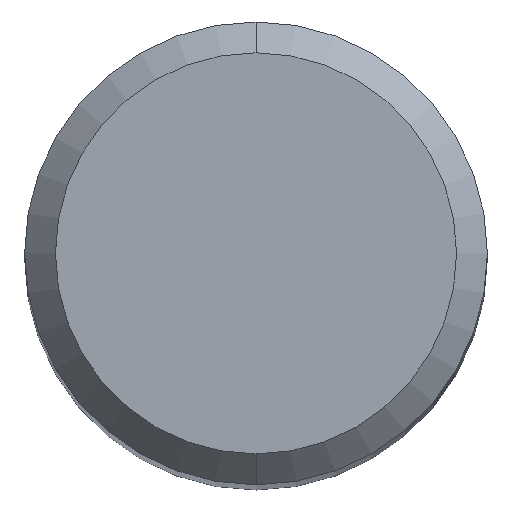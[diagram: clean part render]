
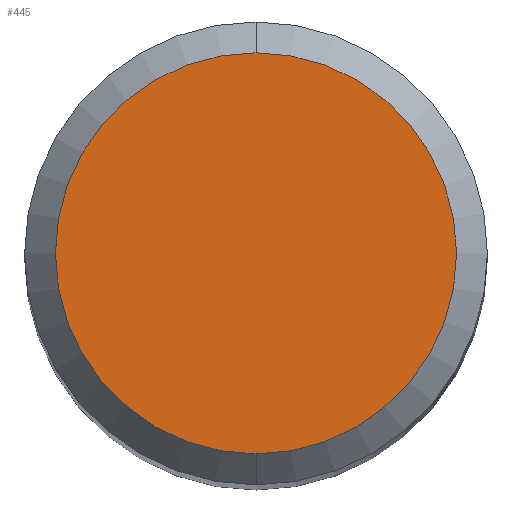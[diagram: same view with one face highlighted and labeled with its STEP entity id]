
A CAD part, top view. The second image highlights one B-rep face of the part: STEP entity #445.
In plain terms, the highlighted planar face has unit normal (0, 0, 1).
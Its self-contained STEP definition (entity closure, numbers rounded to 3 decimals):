
#407=EDGE_CURVE('',#421,#559,#1144,.T.);
#421=VERTEX_POINT('',#1159);
#445=ADVANCED_FACE('',(#1185),#1186,.T.);
#559=VERTEX_POINT('',#1304);
#737=EDGE_CURVE('',#559,#421,#1505,.T.);
#1144=CIRCLE('',#2034,2.6);
#1159=CARTESIAN_POINT('',(0.,-2.6,0.0));
#1185=FACE_OUTER_BOUND('',#2317,.T.);
#1186=PLANE('',#2318);
#1304=CARTESIAN_POINT('',(0.0,2.6,0.0));
#1505=CIRCLE('',#4293,2.6);
#2034=AXIS2_PLACEMENT_3D('',#6158,#6159,#6160);
#2317=EDGE_LOOP('',(#6211,#6212));
#2318=AXIS2_PLACEMENT_3D('',#6213,#6214,#6215);
#4293=AXIS2_PLACEMENT_3D('',#6536,#6537,#6538);
#6158=CARTESIAN_POINT('',(0.0,0.0,0.0));
#6159=DIRECTION('',(0.0,0.0,-1.0));
#6160=DIRECTION('',(0.0,1.0,0.0));
#6211=ORIENTED_EDGE('',*,*,#737,.F.);
#6212=ORIENTED_EDGE('',*,*,#407,.F.);
#6213=CARTESIAN_POINT('',(0.0,1.3,0.0));
#6214=DIRECTION('',(-0.0,0.0,1.0));
#6215=DIRECTION('',(0.0,-1.0,0.0));
#6536=CARTESIAN_POINT('',(0.0,0.0,0.0));
#6537=DIRECTION('',(0.0,0.0,-1.0));
#6538=DIRECTION('',(0.0,1.0,0.0));
